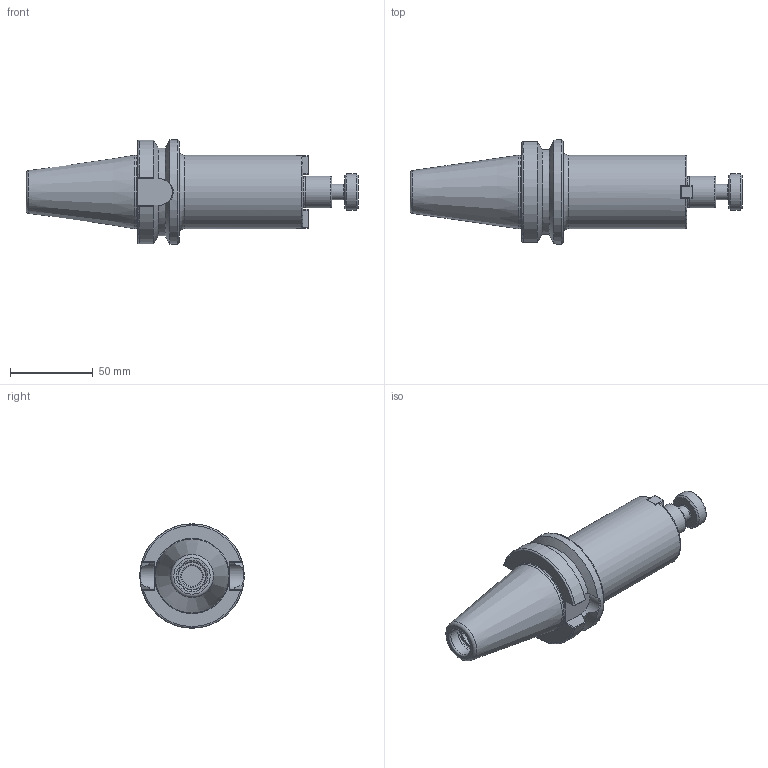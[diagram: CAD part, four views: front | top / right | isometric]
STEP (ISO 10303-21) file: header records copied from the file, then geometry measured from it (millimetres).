
FILE_DESCRIPTION(/* description */ (''),/* implementation_level */ '2;1');
FILE_NAME(/* name */ 'BT40-SM075-0400.stp',/* time_stamp */ '2019-07-23T10:57:02-05:00',/* author */ ('ldfli'),/* organization */ (''),/* preprocessor_version */ 'ST-DEVELOPER v18',/* originating_system */ 'Autodesk Inventor LT',/* authorisation */ '');
FILE_SCHEMA (('AUTOMOTIVE_DESIGN { 1 0 10303 214 3 1 1 }'));
Length unit declared in the file: millimetre
Products named in the file (1): BT40-SM075-0400
Bounding box: 200.4 x 63 x 63 mm (x, y, z)
Volume: 243993.1 mm3; surface area: 38595.3 mm2
Topology: 4 solids, 4 shells, 188 faces, 463 edges, 302 vertices
Faces by surface type: plane 117, cylinder 31, cone 17, torus 13, bspline 10
Full cylindrical faces by diameter (mm): 2.459 x2, 3 x2, 3.3 x2, 5.5 x2, 5.8 x2, 8.382 x1, 9.53 x1, 13 x1, 13.835 x1, 17 x1, 17.5 x1, 18.55 x1, 19.05 x1, 22 x1, 44.57 x1, 63 x1
Entity records: 6084 total; most frequent: CARTESIAN_POINT 1580, DIRECTION 928, ORIENTED_EDGE 920, EDGE_CURVE 460, AXIS2_PLACEMENT_3D 336, VERTEX_POINT 302, LINE 256, VECTOR 256
